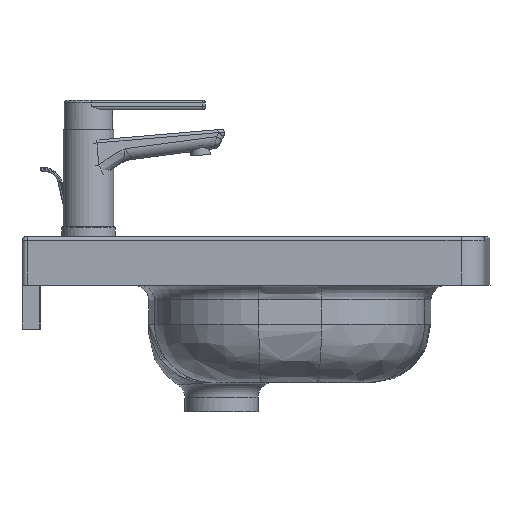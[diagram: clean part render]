
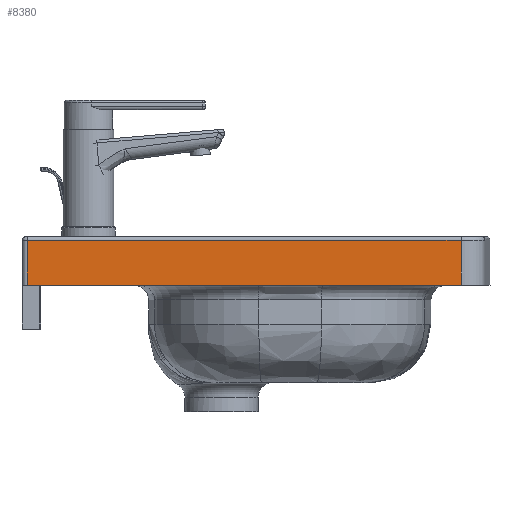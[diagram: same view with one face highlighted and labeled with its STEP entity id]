
A CAD part, front view. The second image highlights one B-rep face of the part: STEP entity #8380.
In plain terms, the highlighted face is planar.
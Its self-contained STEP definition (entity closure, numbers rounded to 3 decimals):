
#4121=CARTESIAN_POINT('',(-320.143,-61.75,-50.0));
#4122=VERTEX_POINT('',#4121);
#4130=CARTESIAN_POINT('',(-320.143,383.43,-50.0));
#4131=VERTEX_POINT('',#4130);
#4132=CARTESIAN_POINT('',(-320.143,383.43,-50.0));
#4133=DIRECTION('',(0.0,-1.0,0.0));
#4134=VECTOR('',#4133,445.181);
#4135=LINE('',#4132,#4134);
#4136=EDGE_CURVE('',#4131,#4122,#4135,.T.);
#8062=CARTESIAN_POINT('',(-320.143,-61.75,-4.0));
#8063=VERTEX_POINT('',#8062);
#8072=CARTESIAN_POINT('',(-320.143,383.43,-4.0));
#8073=VERTEX_POINT('',#8072);
#8081=CARTESIAN_POINT('',(-320.143,383.43,-4.0));
#8082=DIRECTION('',(0.0,-1.0,0.0));
#8083=VECTOR('',#8082,445.181);
#8084=LINE('',#8081,#8083);
#8085=EDGE_CURVE('',#8073,#8063,#8084,.T.);
#8353=CARTESIAN_POINT('',(-320.143,-61.75,-4.0));
#8354=DIRECTION('',(0.0,0.0,-1.0));
#8355=VECTOR('',#8354,46.0);
#8356=LINE('',#8353,#8355);
#8357=EDGE_CURVE('',#8063,#4122,#8356,.T.);
#8364=CARTESIAN_POINT('',(-320.143,383.43,0.0));
#8365=DIRECTION('',(-1.0,0.0,0.0));
#8366=DIRECTION('',(0.0,0.0,1.0));
#8367=AXIS2_PLACEMENT_3D('',#8364,#8365,#8366);
#8368=PLANE('',#8367);
#8369=ORIENTED_EDGE('',*,*,#8085,.F.);
#8370=CARTESIAN_POINT('',(-320.143,383.43,-4.0));
#8371=DIRECTION('',(0.0,0.0,-1.0));
#8372=VECTOR('',#8371,46.0);
#8373=LINE('',#8370,#8372);
#8374=EDGE_CURVE('',#8073,#4131,#8373,.T.);
#8375=ORIENTED_EDGE('',*,*,#8374,.T.);
#8376=ORIENTED_EDGE('',*,*,#4136,.T.);
#8377=ORIENTED_EDGE('',*,*,#8357,.F.);
#8378=EDGE_LOOP('',(#8369,#8375,#8376,#8377));
#8379=FACE_OUTER_BOUND('',#8378,.T.);
#8380=ADVANCED_FACE('',(#8379),#8368,.T.);
